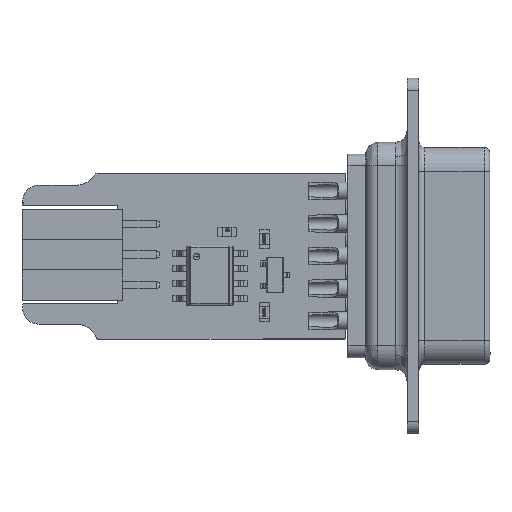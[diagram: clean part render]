
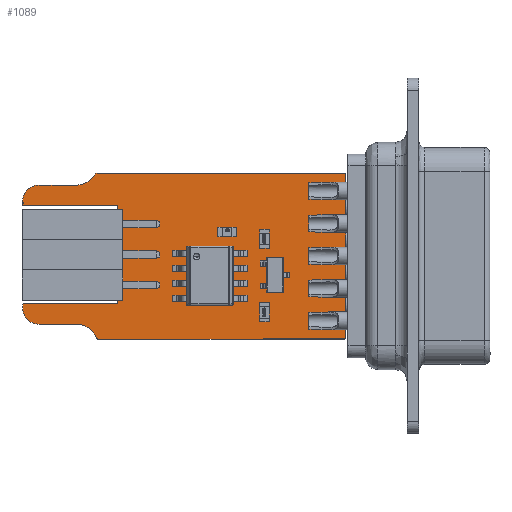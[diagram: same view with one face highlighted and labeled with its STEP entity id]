
A CAD part, top view. The second image highlights one B-rep face of the part: STEP entity #1089.
In plain terms, the highlighted planar face has unit normal (0, 0, 1).
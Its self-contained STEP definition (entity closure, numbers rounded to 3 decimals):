
#80 = VERTEX_POINT('',#81);
#81 = CARTESIAN_POINT('',(-0.377,3.27,1.591));
#87 = EDGE_CURVE('',#80,#88,#90,.T.);
#88 = VERTEX_POINT('',#89);
#89 = CARTESIAN_POINT('',(1.02,1.873,1.591));
#90 = CIRCLE('',#91,1.396);
#91 = AXIS2_PLACEMENT_3D('',#92,#93,#94);
#92 = CARTESIAN_POINT('',(1.019,3.269,1.591));
#93 = DIRECTION('',(0.,0.,1.));
#94 = DIRECTION('',(-1.,0.,0.));
#120 = EDGE_CURVE('',#88,#121,#123,.T.);
#121 = VERTEX_POINT('',#122);
#122 = CARTESIAN_POINT('',(4.15,1.873,1.591));
#123 = LINE('',#124,#125);
#124 = CARTESIAN_POINT('',(1.02,1.873,1.591));
#125 = VECTOR('',#126,1.);
#126 = DIRECTION('',(1.,0.,0.));
#151 = EDGE_CURVE('',#121,#152,#154,.T.);
#152 = VERTEX_POINT('',#153);
#153 = CARTESIAN_POINT('',(4.506,1.838,1.591));
#154 = LINE('',#155,#156);
#155 = CARTESIAN_POINT('',(4.15,1.873,1.591));
#156 = VECTOR('',#157,1.);
#157 = DIRECTION('',(0.995,-0.098,0.));
#182 = EDGE_CURVE('',#152,#183,#185,.T.);
#183 = VERTEX_POINT('',#184);
#184 = CARTESIAN_POINT('',(4.857,1.731,1.591));
#185 = LINE('',#186,#187);
#186 = CARTESIAN_POINT('',(4.506,1.838,1.591));
#187 = VECTOR('',#188,1.);
#188 = DIRECTION('',(0.957,-0.292,0.));
#213 = EDGE_CURVE('',#183,#214,#216,.T.);
#214 = VERTEX_POINT('',#215);
#215 = CARTESIAN_POINT('',(5.181,1.558,1.591));
#216 = LINE('',#217,#218);
#217 = CARTESIAN_POINT('',(4.857,1.731,1.591));
#218 = VECTOR('',#219,1.);
#219 = DIRECTION('',(0.882,-0.471,0.));
#244 = EDGE_CURVE('',#214,#245,#247,.T.);
#245 = VERTEX_POINT('',#246);
#246 = CARTESIAN_POINT('',(5.465,1.326,1.591));
#247 = LINE('',#248,#249);
#248 = CARTESIAN_POINT('',(5.181,1.558,1.591));
#249 = VECTOR('',#250,1.);
#250 = DIRECTION('',(0.774,-0.633,0.));
#275 = EDGE_CURVE('',#245,#276,#278,.T.);
#276 = VERTEX_POINT('',#277);
#277 = CARTESIAN_POINT('',(5.698,1.042,1.591));
#278 = LINE('',#279,#280);
#279 = CARTESIAN_POINT('',(5.465,1.326,1.591));
#280 = VECTOR('',#281,1.);
#281 = DIRECTION('',(0.634,-0.773,0.));
#306 = EDGE_CURVE('',#276,#307,#309,.T.);
#307 = VERTEX_POINT('',#308);
#308 = CARTESIAN_POINT('',(5.863,0.733,1.591));
#309 = LINE('',#310,#311);
#310 = CARTESIAN_POINT('',(5.698,1.042,1.591));
#311 = VECTOR('',#312,1.);
#312 = DIRECTION('',(0.471,-0.882,0.));
#337 = EDGE_CURVE('',#307,#338,#340,.T.);
#338 = VERTEX_POINT('',#339);
#339 = CARTESIAN_POINT('',(5.989,0.623,1.591));
#340 = CIRCLE('',#341,0.126);
#341 = AXIS2_PLACEMENT_3D('',#342,#343,#344);
#342 = CARTESIAN_POINT('',(5.988,0.749,1.591));
#343 = DIRECTION('',(0.,0.,1.));
#344 = DIRECTION('',(-0.992,-0.124,0.));
#370 = EDGE_CURVE('',#338,#371,#373,.T.);
#371 = VERTEX_POINT('',#372);
#372 = CARTESIAN_POINT('',(26.775,0.625,1.591));
#373 = LINE('',#374,#375);
#374 = CARTESIAN_POINT('',(5.989,0.623,1.591));
#375 = VECTOR('',#376,1.);
#376 = DIRECTION('',(1.,0.,0.));
#401 = EDGE_CURVE('',#371,#402,#404,.T.);
#402 = VERTEX_POINT('',#403);
#403 = CARTESIAN_POINT('',(26.927,0.75,1.591));
#404 = CIRCLE('',#405,0.126);
#405 = AXIS2_PLACEMENT_3D('',#406,#407,#408);
#406 = CARTESIAN_POINT('',(26.801,0.748,1.591));
#407 = DIRECTION('',(0.,0.,1.));
#408 = DIRECTION('',(-0.206,-0.979,0.));
#434 = EDGE_CURVE('',#402,#435,#437,.T.);
#435 = VERTEX_POINT('',#436);
#436 = CARTESIAN_POINT('',(26.927,14.5,1.591));
#437 = LINE('',#438,#439);
#438 = CARTESIAN_POINT('',(26.927,0.75,1.591));
#439 = VECTOR('',#440,1.);
#440 = DIRECTION('',(0.,1.,0.));
#465 = EDGE_CURVE('',#435,#466,#468,.T.);
#466 = VERTEX_POINT('',#467);
#467 = CARTESIAN_POINT('',(26.8,14.627,1.591));
#468 = CIRCLE('',#469,0.126);
#469 = AXIS2_PLACEMENT_3D('',#470,#471,#472);
#470 = CARTESIAN_POINT('',(26.801,14.501,1.591));
#471 = DIRECTION('',(0.,0.,1.));
#472 = DIRECTION('',(1.,-0.005,0.));
#498 = EDGE_CURVE('',#466,#499,#501,.T.);
#499 = VERTEX_POINT('',#500);
#500 = CARTESIAN_POINT('',(5.913,14.627,1.591));
#501 = LINE('',#502,#503);
#502 = CARTESIAN_POINT('',(26.8,14.627,1.591));
#503 = VECTOR('',#504,1.);
#504 = DIRECTION('',(-1.,0.,0.));
#529 = EDGE_CURVE('',#499,#530,#532,.T.);
#530 = VERTEX_POINT('',#531);
#531 = CARTESIAN_POINT('',(5.823,14.59,1.591));
#532 = LINE('',#533,#534);
#533 = CARTESIAN_POINT('',(5.913,14.627,1.591));
#534 = VECTOR('',#535,1.);
#535 = DIRECTION('',(-0.925,-0.38,0.));
#560 = EDGE_CURVE('',#530,#561,#563,.T.);
#561 = VERTEX_POINT('',#562);
#562 = CARTESIAN_POINT('',(5.68,14.446,1.591));
#563 = LINE('',#564,#565);
#564 = CARTESIAN_POINT('',(5.823,14.59,1.591));
#565 = VECTOR('',#566,1.);
#566 = DIRECTION('',(-0.705,-0.71,0.));
#591 = EDGE_CURVE('',#561,#592,#594,.T.);
#592 = VERTEX_POINT('',#593);
#593 = CARTESIAN_POINT('',(5.44,14.153,1.591));
#594 = LINE('',#595,#596);
#595 = CARTESIAN_POINT('',(5.68,14.446,1.591));
#596 = VECTOR('',#597,1.);
#597 = DIRECTION('',(-0.634,-0.774,0.));
#622 = EDGE_CURVE('',#592,#623,#625,.T.);
#623 = VERTEX_POINT('',#624);
#624 = CARTESIAN_POINT('',(5.156,13.92,1.591));
#625 = LINE('',#626,#627);
#626 = CARTESIAN_POINT('',(5.44,14.153,1.591));
#627 = VECTOR('',#628,1.);
#628 = DIRECTION('',(-0.773,-0.634,0.));
#653 = EDGE_CURVE('',#623,#654,#656,.T.);
#654 = VERTEX_POINT('',#655);
#655 = CARTESIAN_POINT('',(4.833,13.747,1.591));
#656 = LINE('',#657,#658);
#657 = CARTESIAN_POINT('',(5.156,13.92,1.591));
#658 = VECTOR('',#659,1.);
#659 = DIRECTION('',(-0.882,-0.472,0.));
#684 = EDGE_CURVE('',#654,#685,#687,.T.);
#685 = VERTEX_POINT('',#686);
#686 = CARTESIAN_POINT('',(4.481,13.641,1.591));
#687 = LINE('',#688,#689);
#688 = CARTESIAN_POINT('',(4.833,13.747,1.591));
#689 = VECTOR('',#690,1.);
#690 = DIRECTION('',(-0.958,-0.288,0.));
#715 = EDGE_CURVE('',#685,#716,#718,.T.);
#716 = VERTEX_POINT('',#717);
#717 = CARTESIAN_POINT('',(4.11,13.604,1.591));
#718 = LINE('',#719,#720);
#719 = CARTESIAN_POINT('',(4.481,13.641,1.591));
#720 = VECTOR('',#721,1.);
#721 = DIRECTION('',(-0.995,-0.099,0.));
#746 = EDGE_CURVE('',#716,#747,#749,.T.);
#747 = VERTEX_POINT('',#748);
#748 = CARTESIAN_POINT('',(1.5,13.627,1.591));
#749 = LINE('',#750,#751);
#750 = CARTESIAN_POINT('',(4.11,13.604,1.591));
#751 = VECTOR('',#752,1.);
#752 = DIRECTION('',(-1.,0.009,0.));
#777 = EDGE_CURVE('',#747,#778,#780,.T.);
#778 = VERTEX_POINT('',#779);
#779 = CARTESIAN_POINT('',(1.02,13.627,1.591));
#780 = LINE('',#781,#782);
#781 = CARTESIAN_POINT('',(1.5,13.627,1.591));
#782 = VECTOR('',#783,1.);
#783 = DIRECTION('',(-1.,0.,0.));
#808 = EDGE_CURVE('',#778,#809,#811,.T.);
#809 = VERTEX_POINT('',#810);
#810 = CARTESIAN_POINT('',(-0.377,12.23,1.591));
#811 = CIRCLE('',#812,1.396);
#812 = AXIS2_PLACEMENT_3D('',#813,#814,#815);
#813 = CARTESIAN_POINT('',(1.019,12.231,1.591));
#814 = DIRECTION('',(0.,0.,1.));
#815 = DIRECTION('',(0.,1.,-0.));
#841 = EDGE_CURVE('',#809,#842,#844,.T.);
#842 = VERTEX_POINT('',#843);
#843 = CARTESIAN_POINT('',(-0.305,12.115,1.591));
#844 = CIRCLE('',#845,0.125);
#845 = AXIS2_PLACEMENT_3D('',#846,#847,#848);
#846 = CARTESIAN_POINT('',(-0.252,12.228,1.591));
#847 = DIRECTION('',(0.,0.,1.));
#848 = DIRECTION('',(-1.,0.013,0.));
#874 = EDGE_CURVE('',#842,#875,#877,.T.);
#875 = VERTEX_POINT('',#876);
#876 = CARTESIAN_POINT('',(-0.25,11.873,1.591));
#877 = CIRCLE('',#878,0.127);
#878 = AXIS2_PLACEMENT_3D('',#879,#880,#881);
#879 = CARTESIAN_POINT('',(-0.25,12.,1.591));
#880 = DIRECTION('',(0.,0.,1.));
#881 = DIRECTION('',(-0.433,0.901,0.));
#907 = EDGE_CURVE('',#875,#908,#910,.T.);
#908 = VERTEX_POINT('',#909);
#909 = CARTESIAN_POINT('',(7.623,11.873,1.591));
#910 = LINE('',#911,#912);
#911 = CARTESIAN_POINT('',(-0.25,11.873,1.591));
#912 = VECTOR('',#913,1.);
#913 = DIRECTION('',(1.,0.,0.));
#938 = EDGE_CURVE('',#908,#939,#941,.T.);
#939 = VERTEX_POINT('',#940);
#940 = CARTESIAN_POINT('',(7.623,3.627,1.591));
#941 = LINE('',#942,#943);
#942 = CARTESIAN_POINT('',(7.623,11.873,1.591));
#943 = VECTOR('',#944,1.);
#944 = DIRECTION('',(0.,-1.,0.));
#969 = EDGE_CURVE('',#939,#970,#972,.T.);
#970 = VERTEX_POINT('',#971);
#971 = CARTESIAN_POINT('',(-0.25,3.627,1.591));
#972 = LINE('',#973,#974);
#973 = CARTESIAN_POINT('',(7.623,3.627,1.591));
#974 = VECTOR('',#975,1.);
#975 = DIRECTION('',(-1.,0.,0.));
#1000 = EDGE_CURVE('',#970,#1001,#1003,.T.);
#1001 = VERTEX_POINT('',#1002);
#1002 = CARTESIAN_POINT('',(-0.377,3.5,1.591));
#1003 = CIRCLE('',#1004,0.126);
#1004 = AXIS2_PLACEMENT_3D('',#1005,#1006,#1007);
#1005 = CARTESIAN_POINT('',(-0.251,3.501,1.591));
#1006 = DIRECTION('',(0.,0.,1.));
#1007 = DIRECTION('',(0.005,1.,-0.));
#1033 = EDGE_CURVE('',#1001,#80,#1034,.T.);
#1034 = LINE('',#1035,#1036);
#1035 = CARTESIAN_POINT('',(-0.377,3.5,1.591));
#1036 = VECTOR('',#1037,1.);
#1037 = DIRECTION('',(0.,-1.,0.));
#1089 = ADVANCED_FACE('',(#1090),#1123,.T.);
#1090 = FACE_BOUND('',#1091,.T.);
#1091 = EDGE_LOOP('',(#1092,#1093,#1094,#1095,#1096,#1097,#1098,#1099,
    #1100,#1101,#1102,#1103,#1104,#1105,#1106,#1107,#1108,#1109,#1110,
    #1111,#1112,#1113,#1114,#1115,#1116,#1117,#1118,#1119,#1120,#1121,
    #1122));
#1092 = ORIENTED_EDGE('',*,*,#87,.T.);
#1093 = ORIENTED_EDGE('',*,*,#120,.T.);
#1094 = ORIENTED_EDGE('',*,*,#151,.T.);
#1095 = ORIENTED_EDGE('',*,*,#182,.T.);
#1096 = ORIENTED_EDGE('',*,*,#213,.T.);
#1097 = ORIENTED_EDGE('',*,*,#244,.T.);
#1098 = ORIENTED_EDGE('',*,*,#275,.T.);
#1099 = ORIENTED_EDGE('',*,*,#306,.T.);
#1100 = ORIENTED_EDGE('',*,*,#337,.T.);
#1101 = ORIENTED_EDGE('',*,*,#370,.T.);
#1102 = ORIENTED_EDGE('',*,*,#401,.T.);
#1103 = ORIENTED_EDGE('',*,*,#434,.T.);
#1104 = ORIENTED_EDGE('',*,*,#465,.T.);
#1105 = ORIENTED_EDGE('',*,*,#498,.T.);
#1106 = ORIENTED_EDGE('',*,*,#529,.T.);
#1107 = ORIENTED_EDGE('',*,*,#560,.T.);
#1108 = ORIENTED_EDGE('',*,*,#591,.T.);
#1109 = ORIENTED_EDGE('',*,*,#622,.T.);
#1110 = ORIENTED_EDGE('',*,*,#653,.T.);
#1111 = ORIENTED_EDGE('',*,*,#684,.T.);
#1112 = ORIENTED_EDGE('',*,*,#715,.T.);
#1113 = ORIENTED_EDGE('',*,*,#746,.T.);
#1114 = ORIENTED_EDGE('',*,*,#777,.T.);
#1115 = ORIENTED_EDGE('',*,*,#808,.T.);
#1116 = ORIENTED_EDGE('',*,*,#841,.T.);
#1117 = ORIENTED_EDGE('',*,*,#874,.T.);
#1118 = ORIENTED_EDGE('',*,*,#907,.T.);
#1119 = ORIENTED_EDGE('',*,*,#938,.T.);
#1120 = ORIENTED_EDGE('',*,*,#969,.T.);
#1121 = ORIENTED_EDGE('',*,*,#1000,.T.);
#1122 = ORIENTED_EDGE('',*,*,#1033,.T.);
#1123 = PLANE('',#1124);
#1124 = AXIS2_PLACEMENT_3D('',#1125,#1126,#1127);
#1125 = CARTESIAN_POINT('',(12.777,7.666,1.591));
#1126 = DIRECTION('',(0.,0.,1.));
#1127 = DIRECTION('',(1.,0.,-0.));
